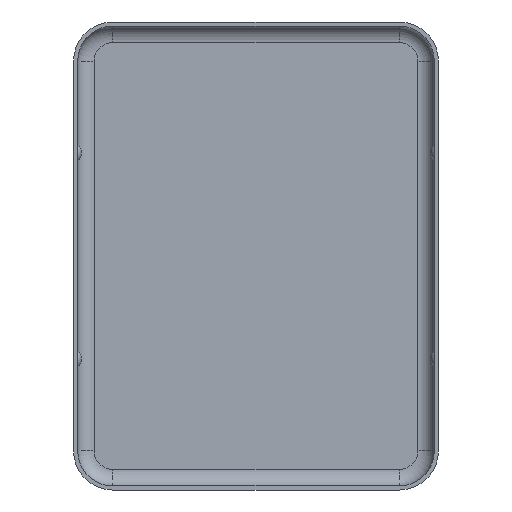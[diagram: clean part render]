
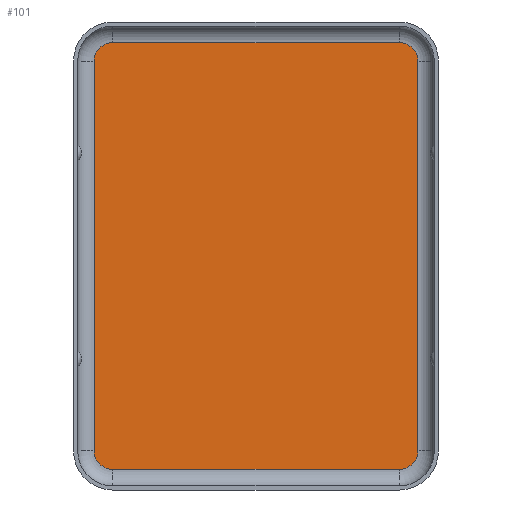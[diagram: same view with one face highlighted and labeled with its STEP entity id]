
A CAD part, front view. The second image highlights one B-rep face of the part: STEP entity #101.
In plain terms, the highlighted planar face has unit normal (0, -1, 0).
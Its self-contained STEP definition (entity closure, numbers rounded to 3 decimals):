
#101 = ADVANCED_FACE( 'NONE', ( #225 ), #226, .T. );
#225 = FACE_OUTER_BOUND( '', #414, .T. );
#226 = PLANE( '', #415 );
#414 = EDGE_LOOP( '', ( #670, #671, #672, #673, #674, #675, #676, #677 ) );
#415 = AXIS2_PLACEMENT_3D( '', #678, #679, #680 );
#670 = ORIENTED_EDGE( '', *, *, #952, .F. );
#671 = ORIENTED_EDGE( '', *, *, #933, .F. );
#672 = ORIENTED_EDGE( '', *, *, #953, .F. );
#673 = ORIENTED_EDGE( '', *, *, #928, .T. );
#674 = ORIENTED_EDGE( '', *, *, #954, .T. );
#675 = ORIENTED_EDGE( '', *, *, #901, .F. );
#676 = ORIENTED_EDGE( '', *, *, #955, .T. );
#677 = ORIENTED_EDGE( '', *, *, #956, .T. );
#678 = CARTESIAN_POINT( '', ( 6.95, 0., -9.45 ) );
#679 = DIRECTION( '', ( 0., -1., 0. ) );
#680 = DIRECTION( '', ( 0., 0., -1. ) );
#901 = EDGE_CURVE( 'NONE', #1048, #1050, #1051, .T. );
#928 = EDGE_CURVE( 'NONE', #1092, #1090, #1093, .T. );
#933 = EDGE_CURVE( 'NONE', #1097, #1099, #1100, .T. );
#952 = EDGE_CURVE( 'NONE', #1099, #1129, #1130, .T. );
#953 = EDGE_CURVE( 'NONE', #1092, #1097, #1131, .T. );
#954 = EDGE_CURVE( 'NONE', #1090, #1050, #1132, .T. );
#955 = EDGE_CURVE( 'NONE', #1048, #1133, #1134, .T. );
#956 = EDGE_CURVE( 'NONE', #1133, #1129, #1135, .T. );
#1048 = VERTEX_POINT( 'NONE', #1242 );
#1050 = VERTEX_POINT( 'NONE', #1244 );
#1051 = CIRCLE( '', #1245, 0.9 );
#1090 = VERTEX_POINT( 'NONE', #1297 );
#1092 = VERTEX_POINT( 'NONE', #1299 );
#1093 = CIRCLE( '', #1300, 0.9 );
#1097 = VERTEX_POINT( 'NONE', #1304 );
#1099 = VERTEX_POINT( 'NONE', #1306 );
#1100 = CIRCLE( '', #1307, 0.9 );
#1129 = VERTEX_POINT( 'NONE', #1341 );
#1130 = LINE( '', #1342, #1343 );
#1131 = LINE( '', #1344, #1345 );
#1132 = LINE( '', #1346, #1347 );
#1133 = VERTEX_POINT( 'NONE', #1348 );
#1134 = LINE( '', #1349, #1350 );
#1135 = CIRCLE( '', #1351, 0.9 );
#1242 = CARTESIAN_POINT( '', ( -7.85, 0., 9.45 ) );
#1244 = CARTESIAN_POINT( '', ( -6.95, 0., 10.35 ) );
#1245 = AXIS2_PLACEMENT_3D( '', #1462, #1463, #1464 );
#1297 = CARTESIAN_POINT( '', ( 6.95, 0., 10.35 ) );
#1299 = CARTESIAN_POINT( '', ( 7.85, 0., 9.45 ) );
#1300 = AXIS2_PLACEMENT_3D( '', #1499, #1500, #1501 );
#1304 = CARTESIAN_POINT( '', ( 7.85, 0., -9.45 ) );
#1306 = CARTESIAN_POINT( '', ( 6.95, 0., -10.35 ) );
#1307 = AXIS2_PLACEMENT_3D( '', #1511, #1512, #1513 );
#1341 = CARTESIAN_POINT( '', ( -6.95, 0., -10.35 ) );
#1342 = CARTESIAN_POINT( '', ( 6.95, 0., -10.35 ) );
#1343 = VECTOR( '', #1543, 1000. );
#1344 = CARTESIAN_POINT( '', ( 7.85, 0., 0. ) );
#1345 = VECTOR( '', #1544, 1000. );
#1346 = CARTESIAN_POINT( '', ( 6.95, 0., 10.35 ) );
#1347 = VECTOR( '', #1545, 1000. );
#1348 = CARTESIAN_POINT( '', ( -7.85, 0., -9.45 ) );
#1349 = CARTESIAN_POINT( '', ( -7.85, 0., 0. ) );
#1350 = VECTOR( '', #1546, 1000. );
#1351 = AXIS2_PLACEMENT_3D( '', #1547, #1548, #1549 );
#1462 = CARTESIAN_POINT( '', ( -6.95, 0., 9.45 ) );
#1463 = DIRECTION( '', ( 0., 1., 0. ) );
#1464 = DIRECTION( '', ( 0., 0., -1. ) );
#1499 = CARTESIAN_POINT( '', ( 6.95, 0., 9.45 ) );
#1500 = DIRECTION( '', ( 0., -1., 0. ) );
#1501 = DIRECTION( '', ( 0., 0., -1. ) );
#1511 = CARTESIAN_POINT( '', ( 6.95, 0., -9.45 ) );
#1512 = DIRECTION( '', ( 0., 1., 0. ) );
#1513 = DIRECTION( '', ( 0., 0., 1. ) );
#1543 = DIRECTION( '', ( -1., 0., 0. ) );
#1544 = DIRECTION( '', ( 0., 0., -1. ) );
#1545 = DIRECTION( '', ( -1., 0., 0. ) );
#1546 = DIRECTION( '', ( 0., 0., -1. ) );
#1547 = CARTESIAN_POINT( '', ( -6.95, 0., -9.45 ) );
#1548 = DIRECTION( '', ( 0., -1., 0. ) );
#1549 = DIRECTION( '', ( 0., 0., 1. ) );
